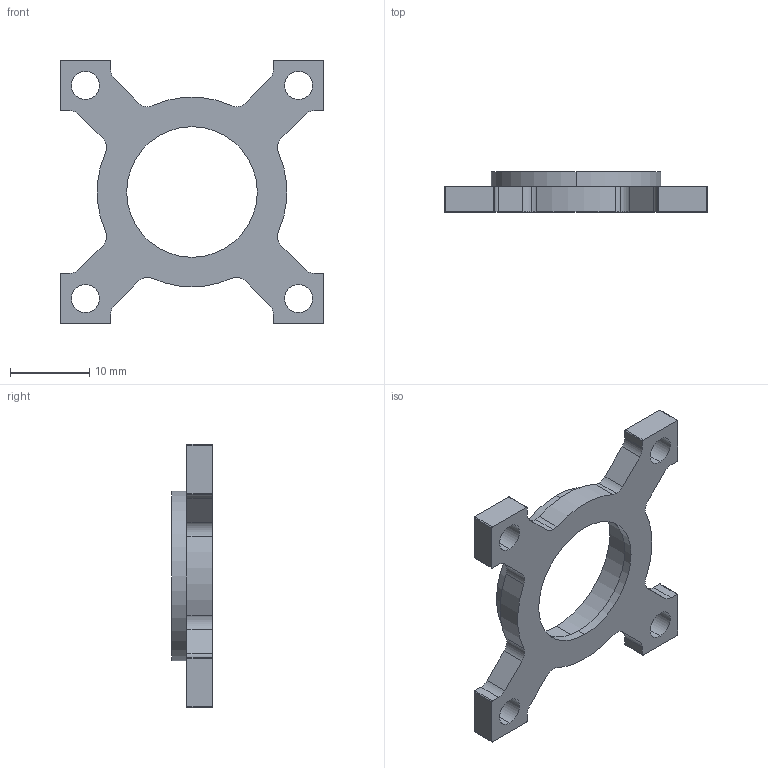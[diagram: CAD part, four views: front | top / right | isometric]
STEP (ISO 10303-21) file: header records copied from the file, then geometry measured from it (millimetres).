
FILE_DESCRIPTION (( 'STEP AP214' ), '1' );
FILE_NAME ('535118.step', '2017-10-17T00:58:53', ( '' ), ( '' ), 'SwSTEP 2.0', 'SolidWorks 2017', '' );
FILE_SCHEMA (( 'AUTOMOTIVE_DESIGN' ));
Length unit declared in the file: inch
Products named in the file (1): 535118
Bounding box: 33.27 x 5.08 x 33.27 mm (x, y, z)
Volume: 1495.3 mm3; surface area: 2018 mm2
Topology: 1 solids, 1 shells, 77 faces, 219 edges, 146 vertices
Faces by surface type: cylinder 49, plane 28
Entity records: 2611 total; most frequent: DIRECTION 473, CARTESIAN_POINT 443, ORIENTED_EDGE 438, EDGE_CURVE 219, AXIS2_PLACEMENT_3D 176, VERTEX_POINT 146, LINE 121, VECTOR 121
